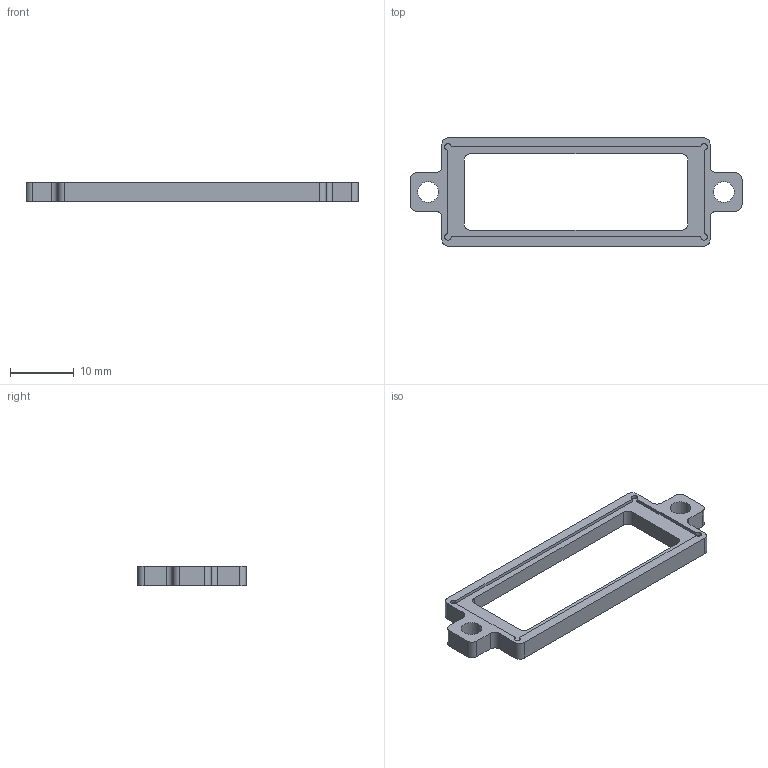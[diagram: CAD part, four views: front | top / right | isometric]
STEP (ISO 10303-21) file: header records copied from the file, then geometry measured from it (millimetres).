
FILE_DESCRIPTION(('Open CASCADE Model'),'2;1');
FILE_NAME('Open CASCADE Shape Model','2021-08-01T11:40:55',('Author'),( 'Open CASCADE'),'Open CASCADE STEP processor 7.5','Open CASCADE 7.5' ,'Unknown');
FILE_SCHEMA(('AUTOMOTIVE_DESIGN { 1 0 10303 214 1 1 1 1 }'));
Length unit declared in the file: millimetre
Products named in the file (1): Open CASCADE STEP translator 7.5 4
Bounding box: 52 x 17 x 3 mm (x, y, z)
Volume: 937.5 mm3; surface area: 1422.2 mm2
Topology: 1 solids, 1 shells, 45 faces, 126 edges, 84 vertices
Faces by surface type: plane 23, cylinder 22
Full cylindrical faces by diameter (mm): 3.264 x2
Entity records: 3147 total; most frequent: CARTESIAN_POINT 638, DIRECTION 469, LINE 262, VECTOR 262, ORIENTED_EDGE 252, PCURVE 252, DEFINITIONAL_REPRESENTATION 252, EDGE_CURVE 126
